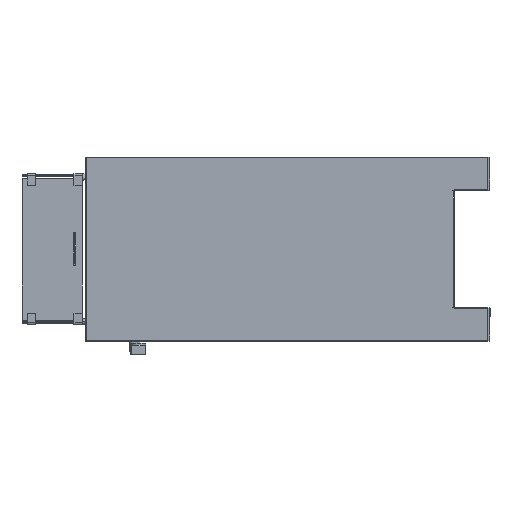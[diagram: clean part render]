
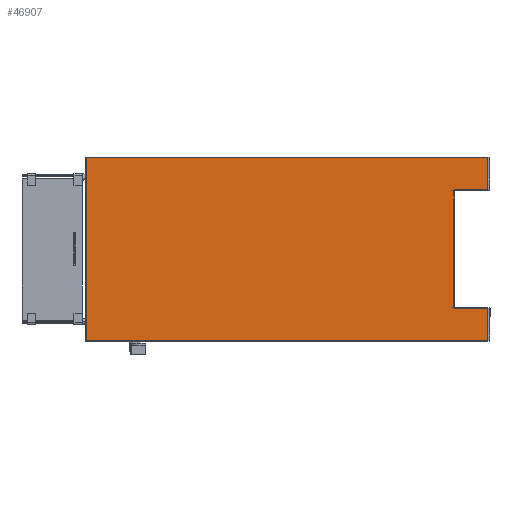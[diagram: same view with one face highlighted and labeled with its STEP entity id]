
A CAD part, left-side view. The second image highlights one B-rep face of the part: STEP entity #46907.
In plain terms, the highlighted planar face has unit normal (-1, 0, 0).
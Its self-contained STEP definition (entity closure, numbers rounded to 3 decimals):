
#81 = DIRECTION ( 'NONE',  ( 0., -1., 0. ) ) ;
#234 = CARTESIAN_POINT ( 'NONE',  ( -275., -600., 448. ) ) ;
#826 = CARTESIAN_POINT ( 'NONE',  ( -275., -600., 98. ) ) ;
#1736 = VERTEX_POINT ( 'NONE', #24790 ) ;
#1847 = VERTEX_POINT ( 'NONE', #41983 ) ;
#2498 = VERTEX_POINT ( 'NONE', #31015 ) ;
#3074 = CARTESIAN_POINT ( 'NONE',  ( -275., 598., 548. ) ) ;
#3868 = LINE ( 'NONE', #826, #10416 ) ;
#4058 = ORIENTED_EDGE ( 'NONE', *, *, #10182, .F. ) ;
#5197 = LINE ( 'NONE', #5704, #25868 ) ;
#5244 = VERTEX_POINT ( 'NONE', #6795 ) ;
#5704 = CARTESIAN_POINT ( 'NONE',  ( -275., -600., 448. ) ) ;
#5746 = VERTEX_POINT ( 'NONE', #6292 ) ;
#6217 = DIRECTION ( 'NONE',  ( 0., 0., -1. ) ) ;
#6292 = CARTESIAN_POINT ( 'NONE',  ( -275., -495., 448. ) ) ;
#6742 = VERTEX_POINT ( 'NONE', #24575 ) ;
#6795 = CARTESIAN_POINT ( 'NONE',  ( -275., -600., 2. ) ) ;
#7835 = DIRECTION ( 'NONE',  ( 0., -1., 0. ) ) ;
#8311 = DIRECTION ( 'NONE',  ( 0., 1., 0. ) ) ;
#8680 = VECTOR ( 'NONE', #28917, 1000. ) ;
#8798 = CARTESIAN_POINT ( 'NONE',  ( -275., 0., 447. ) ) ;
#9947 = DIRECTION ( 'NONE',  ( 0., -1., 0. ) ) ;
#10182 = EDGE_CURVE ( 'NONE', #6742, #5244, #29767, .T. ) ;
#10416 = VECTOR ( 'NONE', #81, 1000. ) ;
#12145 = VECTOR ( 'NONE', #8311, 1000. ) ;
#12178 = ORIENTED_EDGE ( 'NONE', *, *, #15272, .F. ) ;
#13030 = AXIS2_PLACEMENT_3D ( 'NONE', #27620, #20745, #40201 ) ;
#13094 = VECTOR ( 'NONE', #14197, 1000. ) ;
#13210 = CARTESIAN_POINT ( 'NONE',  ( -275., -600., 0. ) ) ;
#13703 = DIRECTION ( 'NONE',  ( 0., 0., -1. ) ) ;
#14154 = VERTEX_POINT ( 'NONE', #27573 ) ;
#14158 = VERTEX_POINT ( 'NONE', #234 ) ;
#14197 = DIRECTION ( 'NONE',  ( 0., 0., 1. ) ) ;
#15272 = EDGE_CURVE ( 'NONE', #1847, #30765, #44310, .T. ) ;
#15629 = VECTOR ( 'NONE', #29170, 1000. ) ;
#16261 = VERTEX_POINT ( 'NONE', #33320 ) ;
#17280 = LINE ( 'NONE', #32704, #8680 ) ;
#18654 = EDGE_CURVE ( 'NONE', #35021, #5746, #26203, .T. ) ;
#18792 = ORIENTED_EDGE ( 'NONE', *, *, #40666, .T. ) ;
#19755 = FACE_OUTER_BOUND ( 'NONE', #36550, .T. ) ;
#20575 = EDGE_CURVE ( 'NONE', #14154, #6742, #3868, .T. ) ;
#20745 = DIRECTION ( 'NONE',  ( -1., 0., 0. ) ) ;
#21373 = ORIENTED_EDGE ( 'NONE', *, *, #45716, .T. ) ;
#21922 = VECTOR ( 'NONE', #7835, 1000. ) ;
#22996 = VERTEX_POINT ( 'NONE', #29746 ) ;
#24575 = CARTESIAN_POINT ( 'NONE',  ( -275., -600., 98. ) ) ;
#24616 = ORIENTED_EDGE ( 'NONE', *, *, #36921, .F. ) ;
#24641 = CARTESIAN_POINT ( 'NONE',  ( -275., 598., 546. ) ) ;
#24790 = CARTESIAN_POINT ( 'NONE',  ( -275., -496., 99. ) ) ;
#24869 = LINE ( 'NONE', #13210, #29906 ) ;
#25187 = EDGE_CURVE ( 'NONE', #14158, #5746, #5197, .T. ) ;
#25868 = VECTOR ( 'NONE', #33015, 1000. ) ;
#25956 = EDGE_CURVE ( 'NONE', #30765, #14158, #24869, .T. ) ;
#26203 = LINE ( 'NONE', #37554, #49910 ) ;
#27330 = CARTESIAN_POINT ( 'NONE',  ( -275., 0., 99. ) ) ;
#27573 = CARTESIAN_POINT ( 'NONE',  ( -275., -495., 98. ) ) ;
#27620 = CARTESIAN_POINT ( 'NONE',  ( -275., 0., 0. ) ) ;
#28399 = EDGE_CURVE ( 'NONE', #1736, #16261, #17280, .T. ) ;
#28787 = ORIENTED_EDGE ( 'NONE', *, *, #25956, .F. ) ;
#28917 = DIRECTION ( 'NONE',  ( 0., 0., 1. ) ) ;
#29170 = DIRECTION ( 'NONE',  ( 0., 0., 1. ) ) ;
#29349 = ORIENTED_EDGE ( 'NONE', *, *, #25187, .F. ) ;
#29746 = CARTESIAN_POINT ( 'NONE',  ( -275., 598., 2. ) ) ;
#29767 = LINE ( 'NONE', #41109, #33585 ) ;
#29906 = VECTOR ( 'NONE', #13703, 1000. ) ;
#30765 = VERTEX_POINT ( 'NONE', #48451 ) ;
#31015 = CARTESIAN_POINT ( 'NONE',  ( -275., -495., 99. ) ) ;
#31075 = LINE ( 'NONE', #8798, #12145 ) ;
#32704 = CARTESIAN_POINT ( 'NONE',  ( -275., -496., 99. ) ) ;
#33015 = DIRECTION ( 'NONE',  ( 0., 1., 0. ) ) ;
#33320 = CARTESIAN_POINT ( 'NONE',  ( -275., -496., 447. ) ) ;
#33585 = VECTOR ( 'NONE', #6217, 1000. ) ;
#35021 = VERTEX_POINT ( 'NONE', #44245 ) ;
#35198 = PLANE ( 'NONE',  #13030 ) ;
#35206 = LINE ( 'NONE', #39240, #45451 ) ;
#36550 = EDGE_LOOP ( 'NONE', ( #48972, #18792, #40122, #47121, #21373, #40685, #29349, #28787, #12178, #24616, #42142, #4058 ) ) ;
#36921 = EDGE_CURVE ( 'NONE', #22996, #1847, #41012, .T. ) ;
#37546 = EDGE_CURVE ( 'NONE', #2498, #1736, #39445, .T. ) ;
#37554 = CARTESIAN_POINT ( 'NONE',  ( -275., -495., 0. ) ) ;
#39240 = CARTESIAN_POINT ( 'NONE',  ( -275., 0., 2. ) ) ;
#39445 = LINE ( 'NONE', #27330, #21922 ) ;
#40122 = ORIENTED_EDGE ( 'NONE', *, *, #37546, .T. ) ;
#40201 = DIRECTION ( 'NONE',  ( 0., 0., 1. ) ) ;
#40521 = LINE ( 'NONE', #48374, #15629 ) ;
#40666 = EDGE_CURVE ( 'NONE', #14154, #2498, #40521, .T. ) ;
#40685 = ORIENTED_EDGE ( 'NONE', *, *, #18654, .T. ) ;
#40872 = EDGE_CURVE ( 'NONE', #22996, #5244, #35206, .T. ) ;
#41012 = LINE ( 'NONE', #3074, #13094 ) ;
#41109 = CARTESIAN_POINT ( 'NONE',  ( -275., -600., 0. ) ) ;
#41337 = DIRECTION ( 'NONE',  ( 0., 0., 1. ) ) ;
#41983 = CARTESIAN_POINT ( 'NONE',  ( -275., 598., 546. ) ) ;
#42142 = ORIENTED_EDGE ( 'NONE', *, *, #40872, .T. ) ;
#44245 = CARTESIAN_POINT ( 'NONE',  ( -275., -495., 447. ) ) ;
#44310 = LINE ( 'NONE', #24641, #50005 ) ;
#45451 = VECTOR ( 'NONE', #46837, 1000. ) ;
#45716 = EDGE_CURVE ( 'NONE', #16261, #35021, #31075, .T. ) ;
#46837 = DIRECTION ( 'NONE',  ( 0., -1., 0. ) ) ;
#46907 = ADVANCED_FACE ( 'NONE', ( #19755 ), #35198, .T. ) ;
#47121 = ORIENTED_EDGE ( 'NONE', *, *, #28399, .T. ) ;
#48374 = CARTESIAN_POINT ( 'NONE',  ( -275., -495., 0. ) ) ;
#48451 = CARTESIAN_POINT ( 'NONE',  ( -275., -600., 546. ) ) ;
#48972 = ORIENTED_EDGE ( 'NONE', *, *, #20575, .F. ) ;
#49910 = VECTOR ( 'NONE', #41337, 1000. ) ;
#50005 = VECTOR ( 'NONE', #9947, 1000. ) ;
